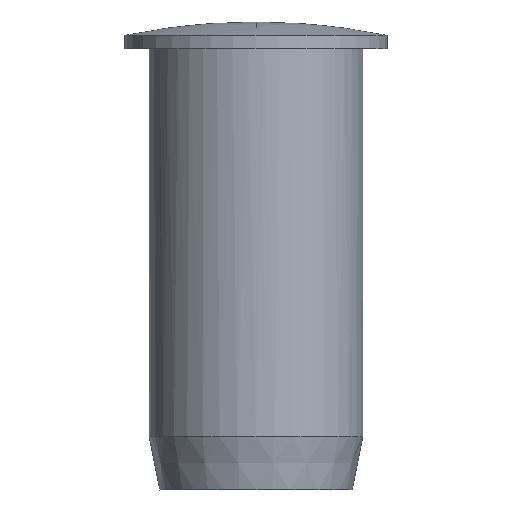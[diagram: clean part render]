
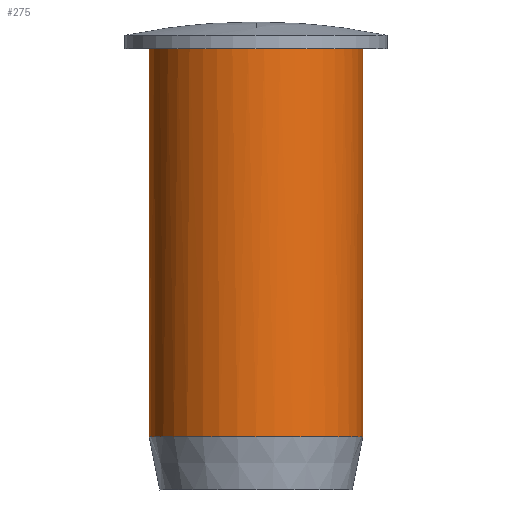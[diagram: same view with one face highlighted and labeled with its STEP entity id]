
A CAD part, front view. The second image highlights one B-rep face of the part: STEP entity #275.
In plain terms, the highlighted cylindrical face has radius 4 mm (diameter 8 mm), a partial arc.
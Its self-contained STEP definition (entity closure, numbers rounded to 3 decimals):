
#248=AXIS2_PLACEMENT_3D('Cylinder Axis2P3D',#245,#246,#247) ;
#259=AXIS2_PLACEMENT_3D('Circle Axis2P3D',#257,#258,$) ;
#124=CARTESIAN_POINT('Control Point',(8.9,4.9,16.5)) ;
#125=CARTESIAN_POINT('Control Point',(8.9,4.508,16.5)) ;
#126=CARTESIAN_POINT('Control Point',(8.852,4.116,16.5)) ;
#127=CARTESIAN_POINT('Control Point',(8.756,3.732,16.5)) ;
#128=CARTESIAN_POINT('Control Point',(8.472,2.995,16.5)) ;
#129=CARTESIAN_POINT('Control Point',(8.018,2.349,16.5)) ;
#130=CARTESIAN_POINT('Control Point',(7.753,2.055,16.5)) ;
#131=CARTESIAN_POINT('Control Point',(7.156,1.539,16.5)) ;
#132=CARTESIAN_POINT('Control Point',(6.451,1.182,16.5)) ;
#133=CARTESIAN_POINT('Control Point',(6.079,1.047,16.5)) ;
#134=CARTESIAN_POINT('Control Point',(5.309,0.873,16.5)) ;
#135=CARTESIAN_POINT('Control Point',(4.519,0.889,16.5)) ;
#136=CARTESIAN_POINT('Control Point',(4.127,0.946,16.5)) ;
#137=CARTESIAN_POINT('Control Point',(3.366,1.154,16.5)) ;
#138=CARTESIAN_POINT('Control Point',(2.677,1.54,16.5)) ;
#139=CARTESIAN_POINT('Control Point',(2.358,1.774,16.5)) ;
#140=CARTESIAN_POINT('Control Point',(1.783,2.317,16.5)) ;
#141=CARTESIAN_POINT('Control Point',(1.357,2.981,16.5)) ;
#142=CARTESIAN_POINT('Control Point',(1.186,3.338,16.5)) ;
#143=CARTESIAN_POINT('Control Point',(1.008,3.867,16.5)) ;
#144=CARTESIAN_POINT('Control Point',(0.925,4.415,16.5)) ;
#145=CARTESIAN_POINT('Control Point',(0.908,4.577,16.5)) ;
#146=CARTESIAN_POINT('Control Point',(0.9,4.738,16.5)) ;
#147=CARTESIAN_POINT('Control Point',(0.9,4.9,16.5)) ;
#148=CARTESIAN_POINT('Vertex',(8.9,4.9,16.5)) ;
#150=CARTESIAN_POINT('Vertex',(0.9,4.9,16.5)) ;
#245=CARTESIAN_POINT('Axis2P3D Location',(4.9,4.9,16.5)) ;
#250=CARTESIAN_POINT('Line Origine',(0.9,4.9,16.5)) ;
#254=CARTESIAN_POINT('Vertex',(0.9,4.9,2.)) ;
#257=CARTESIAN_POINT('Axis2P3D Location',(4.9,4.9,2.)) ;
#261=CARTESIAN_POINT('Vertex',(8.9,4.9,2.)) ;
#264=CARTESIAN_POINT('Line Origine',(8.9,4.9,16.5)) ;
#246=DIRECTION('Axis2P3D Direction',(0.,0.,-1.)) ;
#247=DIRECTION('Axis2P3D XDirection',(-1.,0.,-0.)) ;
#251=DIRECTION('Vector Direction',(0.,0.,-1.)) ;
#258=DIRECTION('Axis2P3D Direction',(0.,0.,-1.)) ;
#265=DIRECTION('Vector Direction',(0.,0.,-1.)) ;
#252=VECTOR('Line Direction',#251,1.) ;
#266=VECTOR('Line Direction',#265,1.) ;
#270=ORIENTED_EDGE('',*,*,#256,.F.) ;
#271=ORIENTED_EDGE('',*,*,#263,.T.) ;
#272=ORIENTED_EDGE('',*,*,#268,.F.) ;
#273=ORIENTED_EDGE('',*,*,#152,.T.) ;
#275=ADVANCED_FACE('CABTITE BP 8MM PA',(#274),#249,.T.) ;
#123=B_SPLINE_CURVE_WITH_KNOTS('',5,(#124,#125,#126,#127,#128,#129,#130,#131,#132,#133,#134,#135,#136,#137,#138,#139,#140,#141,#142,#143,#144,#145,#146,#147),.UNSPECIFIED.,.F.,.U.,(6,3,3,3,3,3,3,6),(0.,2.778,5.556,8.334,11.111,13.889,16.667,17.812),.UNSPECIFIED.) ;
#260=CIRCLE('generated circle',#259,4.) ;
#249=CYLINDRICAL_SURFACE('generated cylinder',#248,4.) ;
#152=EDGE_CURVE('',#149,#151,#123,.T.) ;
#256=EDGE_CURVE('',#255,#151,#253,.F.) ;
#263=EDGE_CURVE('',#255,#262,#260,.F.) ;
#268=EDGE_CURVE('',#149,#262,#267,.T.) ;
#269=EDGE_LOOP('',(#270,#271,#272,#273)) ;
#274=FACE_OUTER_BOUND('',#269,.T.) ;
#253=LINE('Line',#250,#252) ;
#267=LINE('Line',#264,#266) ;
#149=VERTEX_POINT('',#148) ;
#151=VERTEX_POINT('',#150) ;
#255=VERTEX_POINT('',#254) ;
#262=VERTEX_POINT('',#261) ;
